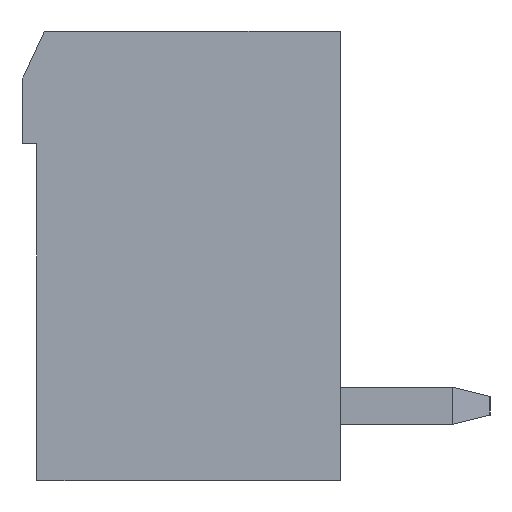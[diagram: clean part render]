
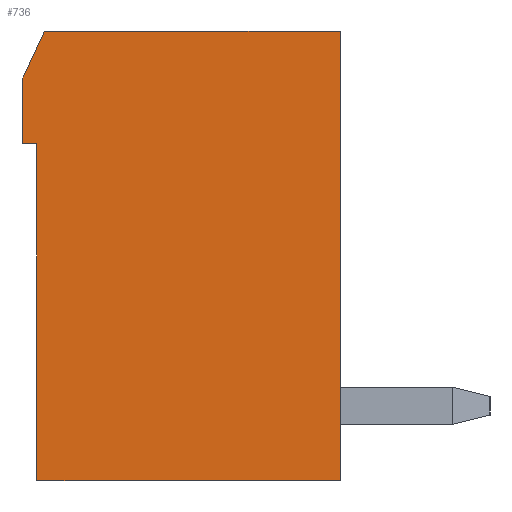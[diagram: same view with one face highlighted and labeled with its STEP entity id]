
A CAD part, left-side view. The second image highlights one B-rep face of the part: STEP entity #736.
In plain terms, the highlighted planar face has unit normal (-1, 0, 0).
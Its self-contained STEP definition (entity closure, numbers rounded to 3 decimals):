
#736 = ADVANCED_FACE( '', ( #1546 ), #1547, .F. );
#1546 = FACE_OUTER_BOUND( '', #2467, .T. );
#1547 = PLANE( '', #2468 );
#2467 = EDGE_LOOP( '', ( #4349, #4350, #4351, #4352, #4353, #4354, #4355 ) );
#2468 = AXIS2_PLACEMENT_3D( '', #4356, #4357, #4358 );
#4349 = ORIENTED_EDGE( '', *, *, #5635, .F. );
#4350 = ORIENTED_EDGE( '', *, *, #6389, .F. );
#4351 = ORIENTED_EDGE( '', *, *, #6081, .F. );
#4352 = ORIENTED_EDGE( '', *, *, #6390, .F. );
#4353 = ORIENTED_EDGE( '', *, *, #6261, .F. );
#4354 = ORIENTED_EDGE( '', *, *, #6391, .F. );
#4355 = ORIENTED_EDGE( '', *, *, #6392, .F. );
#4356 = CARTESIAN_POINT( '', ( -20., 0., 0. ) );
#4357 = DIRECTION( '', ( 1., 0., 0. ) );
#4358 = DIRECTION( '', ( 0., 0., -1. ) );
#5635 = EDGE_CURVE( '', #6719, #6721, #6722, .T. );
#6081 = EDGE_CURVE( '', #7484, #7486, #7487, .T. );
#6261 = EDGE_CURVE( '', #7753, #7749, #7755, .T. );
#6389 = EDGE_CURVE( '', #7486, #6719, #7932, .T. );
#6390 = EDGE_CURVE( '', #7749, #7484, #7933, .T. );
#6391 = EDGE_CURVE( '', #7934, #7753, #7935, .T. );
#6392 = EDGE_CURVE( '', #6721, #7934, #7936, .T. );
#6719 = VERTEX_POINT( '', #8327 );
#6721 = VERTEX_POINT( '', #8330 );
#6722 = LINE( '', #8331, #8332 );
#7484 = VERTEX_POINT( '', #9584 );
#7486 = VERTEX_POINT( '', #9587 );
#7487 = LINE( '', #9588, #9589 );
#7749 = VERTEX_POINT( '', #10023 );
#7753 = VERTEX_POINT( '', #10029 );
#7755 = LINE( '', #10032, #10033 );
#7932 = LINE( '', #10318, #10319 );
#7933 = LINE( '', #10320, #10321 );
#7934 = VERTEX_POINT( '', #10322 );
#7935 = LINE( '', #10323, #10324 );
#7936 = LINE( '', #10325, #10326 );
#8327 = CARTESIAN_POINT( '', ( -20., 3.65, 6. ) );
#8330 = CARTESIAN_POINT( '', ( -20., -4.25, 6. ) );
#8331 = CARTESIAN_POINT( '', ( -20., 3.65, 6. ) );
#8332 = VECTOR( '', #10860, 1000. );
#9584 = CARTESIAN_POINT( '', ( -20., 4.25, 3. ) );
#9587 = CARTESIAN_POINT( '', ( -20., 4.25, 4.7 ) );
#9588 = CARTESIAN_POINT( '', ( -20., 4.25, 3. ) );
#9589 = VECTOR( '', #11298, 1000. );
#10023 = CARTESIAN_POINT( '', ( -20., 3.85, 3. ) );
#10029 = CARTESIAN_POINT( '', ( -20., 3.85, -6. ) );
#10032 = CARTESIAN_POINT( '', ( -20., 3.85, -6. ) );
#10033 = VECTOR( '', #11438, 1000. );
#10318 = CARTESIAN_POINT( '', ( -20., 4.25, 4.7 ) );
#10319 = VECTOR( '', #11544, 1000. );
#10320 = CARTESIAN_POINT( '', ( -20., 3.85, 3. ) );
#10321 = VECTOR( '', #11545, 1000. );
#10322 = CARTESIAN_POINT( '', ( -20., -4.25, -6. ) );
#10323 = CARTESIAN_POINT( '', ( -20., -4.25, -6. ) );
#10324 = VECTOR( '', #11546, 1000. );
#10325 = CARTESIAN_POINT( '', ( -20., -4.25, 6. ) );
#10326 = VECTOR( '', #11547, 1000. );
#10860 = DIRECTION( '', ( 0., -1., 0. ) );
#11298 = DIRECTION( '', ( 0., 0., 1. ) );
#11438 = DIRECTION( '', ( 0., 0., 1. ) );
#11544 = DIRECTION( '', ( 0., -0.419, 0.908 ) );
#11545 = DIRECTION( '', ( 0., 1., 0. ) );
#11546 = DIRECTION( '', ( 0., 1., 0. ) );
#11547 = DIRECTION( '', ( 0., 0., -1. ) );
